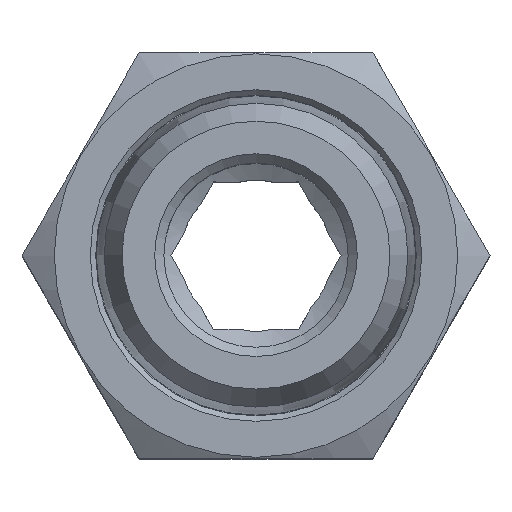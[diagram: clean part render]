
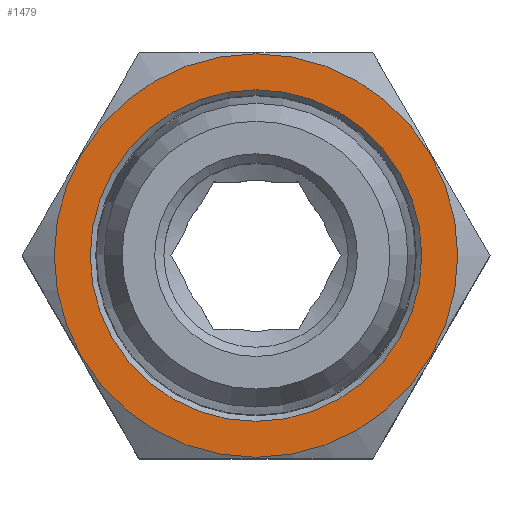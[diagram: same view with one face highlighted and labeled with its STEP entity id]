
A CAD part, top view. The second image highlights one B-rep face of the part: STEP entity #1479.
In plain terms, the highlighted planar face has unit normal (0, 0, 1).
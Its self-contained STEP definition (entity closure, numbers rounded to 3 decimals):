
#175=PLANE('',#1605);
#425=ORIENTED_EDGE('',*,*,#565,.T.);
#426=ORIENTED_EDGE('',*,*,#564,.T.);
#564=EDGE_CURVE('',#659,#659,#706,.T.);
#565=EDGE_CURVE('',#660,#660,#707,.T.);
#659=VERTEX_POINT('',#2368);
#660=VERTEX_POINT('',#2371);
#706=CIRCLE('',#1604,10.95);
#707=CIRCLE('',#1606,9.);
#803=EDGE_LOOP('',(#425));
#804=EDGE_LOOP('',(#426));
#909=FACE_BOUND('',#803,.T.);
#910=FACE_BOUND('',#804,.T.);
#1479=ADVANCED_FACE('',(#909,#910),#175,.T.);
#1604=AXIS2_PLACEMENT_3D('',#2367,#1856,#1857);
#1605=AXIS2_PLACEMENT_3D('',#2369,#1858,#1859);
#1606=AXIS2_PLACEMENT_3D('',#2370,#1860,#1861);
#1856=DIRECTION('',(0.,0.,1.));
#1857=DIRECTION('',(1.,0.,0.));
#1858=DIRECTION('',(0.,0.,1.));
#1859=DIRECTION('',(1.,0.,0.));
#1860=DIRECTION('',(0.,0.,-1.));
#1861=DIRECTION('',(0.,1.,0.));
#2367=CARTESIAN_POINT('',(0.,0.,0.));
#2368=CARTESIAN_POINT('',(10.95,0.,0.));
#2369=CARTESIAN_POINT('',(0.,0.,0.));
#2370=CARTESIAN_POINT('',(0.,0.,0.));
#2371=CARTESIAN_POINT('',(0.,9.,0.));
